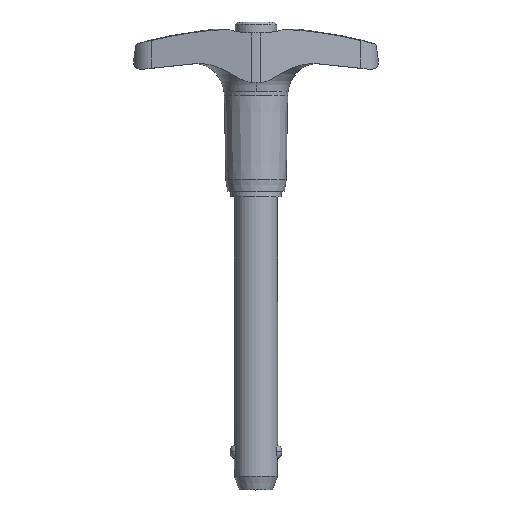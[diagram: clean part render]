
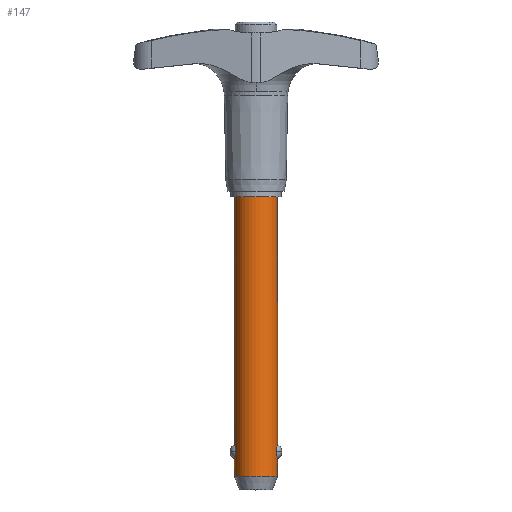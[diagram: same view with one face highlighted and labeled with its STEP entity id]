
A CAD part, top view. The second image highlights one B-rep face of the part: STEP entity #147.
In plain terms, the highlighted cylindrical face has radius 3.969 mm (diameter 7.938 mm), a partial arc.
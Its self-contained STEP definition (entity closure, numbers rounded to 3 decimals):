
#147=ADVANCED_FACE('',(#341),#342,.T.);
#341=FACE_OUTER_BOUND('',#580,.T.);
#342=CYLINDRICAL_SURFACE('',#581,3.969);
#580=EDGE_LOOP('',(#971,#972,#973,#974,#975,#976,#977,#978,#979,#980));
#581=AXIS2_PLACEMENT_3D('',#981,#982,#983);
#971=ORIENTED_EDGE('',*,*,#1594,.T.);
#972=ORIENTED_EDGE('',*,*,#1595,.T.);
#973=ORIENTED_EDGE('',*,*,#1596,.T.);
#974=ORIENTED_EDGE('',*,*,#1597,.T.);
#975=ORIENTED_EDGE('',*,*,#1584,.F.);
#976=ORIENTED_EDGE('',*,*,#1598,.T.);
#977=ORIENTED_EDGE('',*,*,#1455,.T.);
#978=ORIENTED_EDGE('',*,*,#1599,.T.);
#979=ORIENTED_EDGE('',*,*,#1600,.T.);
#980=ORIENTED_EDGE('',*,*,#1581,.T.);
#981=CARTESIAN_POINT('',(0.0,-27.051,0.0));
#982=DIRECTION('',(-0.0,1.0,0.0));
#983=DIRECTION('',(1.0,0.0,0.0));
#1455=EDGE_CURVE('',#1740,#1737,#1741,.T.);
#1581=EDGE_CURVE('',#1819,#1815,#1957,.T.);
#1584=EDGE_CURVE('',#1960,#1959,#1962,.T.);
#1594=EDGE_CURVE('',#1815,#1974,#1975,.T.);
#1595=EDGE_CURVE('',#1974,#1976,#1977,.T.);
#1596=EDGE_CURVE('',#1976,#1978,#1979,.T.);
#1597=EDGE_CURVE('',#1978,#1959,#1980,.T.);
#1598=EDGE_CURVE('',#1960,#1740,#1981,.T.);
#1599=EDGE_CURVE('',#1737,#1982,#1983,.T.);
#1600=EDGE_CURVE('',#1982,#1819,#1984,.T.);
#1737=VERTEX_POINT('',#2154);
#1740=VERTEX_POINT('',#2157);
#1741=B_SPLINE_CURVE_WITH_KNOTS('',3,(#2158,#2159,#2160,#2161,#2162,#2163,#2164,#2165,#2166,#2167,#2168,#2169,#2170,#2171),.UNSPECIFIED.,.F.,.F.,(4,2,2,2,2,2,4),(6.251,6.62,6.989,7.207,7.425,7.88,8.335),.UNSPECIFIED.);
#1815=VERTEX_POINT('',#2569);
#1819=VERTEX_POINT('',#2574);
#1957=CIRCLE('',#3055,3.969);
#1959=VERTEX_POINT('',#3057);
#1960=VERTEX_POINT('',#3058);
#1962=CIRCLE('',#3060,3.969);
#1974=VERTEX_POINT('',#3074);
#1975=LINE('',#3075,#3076);
#1976=VERTEX_POINT('',#3077);
#1977=B_SPLINE_CURVE_WITH_KNOTS('',3,(#3078,#3079,#3080,#3081,#3082,#3083,#3084,#3085,#3086,#3087,#3088,#3089,#3090,#3091),.UNSPECIFIED.,.F.,.F.,(4,2,2,2,2,2,4),(2.084,2.453,2.822,3.04,3.257,3.712,4.167),.UNSPECIFIED.);
#1978=VERTEX_POINT('',#3092);
#1979=B_SPLINE_CURVE_WITH_KNOTS('',3,(#3093,#3094,#3095,#3096,#3097,#3098,#3099,#3100,#3101,#3102,#3103,#3104,#3105,#3106),.UNSPECIFIED.,.F.,.F.,(4,2,2,2,2,2,4),(4.167,4.622,5.077,5.295,5.513,5.882,6.251),.UNSPECIFIED.);
#1980=LINE('',#3107,#3108);
#1981=LINE('',#3109,#3110);
#1982=VERTEX_POINT('',#3111);
#1983=B_SPLINE_CURVE_WITH_KNOTS('',3,(#3112,#3113,#3114,#3115,#3116,#3117,#3118,#3119,#3120,#3121,#3122,#3123,#3124,#3125),.UNSPECIFIED.,.F.,.F.,(4,2,2,2,2,2,4),(0.0,0.455,0.91,1.128,1.345,1.715,2.084),.UNSPECIFIED.);
#1984=LINE('',#3126,#3127);
#2154=CARTESIAN_POINT('',(-3.7,-47.043,1.435));
#2157=CARTESIAN_POINT('',(-3.969,-45.72,0.));
#2158=CARTESIAN_POINT('',(-3.969,-45.72,0.));
#2159=CARTESIAN_POINT('',(-3.969,-45.72,0.123));
#2160=CARTESIAN_POINT('',(-3.963,-45.735,0.257));
#2161=CARTESIAN_POINT('',(-3.937,-45.799,0.514));
#2162=CARTESIAN_POINT('',(-3.919,-45.848,0.638));
#2163=CARTESIAN_POINT('',(-3.886,-45.941,0.807));
#2164=CARTESIAN_POINT('',(-3.872,-45.984,0.873));
#2165=CARTESIAN_POINT('',(-3.842,-46.08,0.996));
#2166=CARTESIAN_POINT('',(-3.827,-46.133,1.053));
#2167=CARTESIAN_POINT('',(-3.784,-46.296,1.201));
#2168=CARTESIAN_POINT('',(-3.754,-46.432,1.289));
#2169=CARTESIAN_POINT('',(-3.712,-46.73,1.406));
#2170=CARTESIAN_POINT('',(-3.7,-46.892,1.435));
#2171=CARTESIAN_POINT('',(-3.7,-47.043,1.435));
#2569=CARTESIAN_POINT('',(3.969,-51.587,0.0));
#2574=CARTESIAN_POINT('',(-3.969,-51.587,0.));
#3055=AXIS2_PLACEMENT_3D('',#3981,#3982,#3983);
#3057=CARTESIAN_POINT('',(3.969,0.0,0.0));
#3058=CARTESIAN_POINT('',(-3.969,0.0,0.));
#3060=AXIS2_PLACEMENT_3D('',#3987,#3988,#3989);
#3074=CARTESIAN_POINT('',(3.969,-48.367,0.));
#3075=CARTESIAN_POINT('',(3.969,-27.051,0.));
#3076=VECTOR('',#4004,1.0);
#3077=CARTESIAN_POINT('',(3.7,-47.043,1.435));
#3078=CARTESIAN_POINT('',(3.969,-48.367,0.0));
#3079=CARTESIAN_POINT('',(3.969,-48.367,0.123));
#3080=CARTESIAN_POINT('',(3.963,-48.352,0.257));
#3081=CARTESIAN_POINT('',(3.937,-48.288,0.514));
#3082=CARTESIAN_POINT('',(3.919,-48.238,0.638));
#3083=CARTESIAN_POINT('',(3.886,-48.146,0.807));
#3084=CARTESIAN_POINT('',(3.872,-48.103,0.873));
#3085=CARTESIAN_POINT('',(3.842,-48.007,0.996));
#3086=CARTESIAN_POINT('',(3.827,-47.954,1.053));
#3087=CARTESIAN_POINT('',(3.784,-47.791,1.201));
#3088=CARTESIAN_POINT('',(3.754,-47.654,1.289));
#3089=CARTESIAN_POINT('',(3.712,-47.356,1.406));
#3090=CARTESIAN_POINT('',(3.7,-47.195,1.435));
#3091=CARTESIAN_POINT('',(3.7,-47.043,1.435));
#3092=CARTESIAN_POINT('',(3.969,-45.72,0.));
#3093=CARTESIAN_POINT('',(3.7,-47.043,1.435));
#3094=CARTESIAN_POINT('',(3.7,-46.892,1.435));
#3095=CARTESIAN_POINT('',(3.712,-46.73,1.406));
#3096=CARTESIAN_POINT('',(3.754,-46.432,1.289));
#3097=CARTESIAN_POINT('',(3.784,-46.296,1.201));
#3098=CARTESIAN_POINT('',(3.827,-46.133,1.053));
#3099=CARTESIAN_POINT('',(3.842,-46.08,0.996));
#3100=CARTESIAN_POINT('',(3.872,-45.984,0.873));
#3101=CARTESIAN_POINT('',(3.886,-45.941,0.807));
#3102=CARTESIAN_POINT('',(3.919,-45.848,0.638));
#3103=CARTESIAN_POINT('',(3.937,-45.799,0.514));
#3104=CARTESIAN_POINT('',(3.963,-45.735,0.257));
#3105=CARTESIAN_POINT('',(3.969,-45.72,0.123));
#3106=CARTESIAN_POINT('',(3.969,-45.72,0.));
#3107=CARTESIAN_POINT('',(3.969,-27.051,0.));
#3108=VECTOR('',#4005,1.0);
#3109=CARTESIAN_POINT('',(-3.969,-27.051,0.));
#3110=VECTOR('',#4006,1.0);
#3111=CARTESIAN_POINT('',(-3.969,-48.367,0.));
#3112=CARTESIAN_POINT('',(-3.7,-47.043,1.435));
#3113=CARTESIAN_POINT('',(-3.7,-47.195,1.435));
#3114=CARTESIAN_POINT('',(-3.712,-47.356,1.406));
#3115=CARTESIAN_POINT('',(-3.754,-47.654,1.289));
#3116=CARTESIAN_POINT('',(-3.784,-47.791,1.201));
#3117=CARTESIAN_POINT('',(-3.827,-47.954,1.053));
#3118=CARTESIAN_POINT('',(-3.842,-48.007,0.996));
#3119=CARTESIAN_POINT('',(-3.872,-48.103,0.873));
#3120=CARTESIAN_POINT('',(-3.886,-48.146,0.807));
#3121=CARTESIAN_POINT('',(-3.919,-48.238,0.638));
#3122=CARTESIAN_POINT('',(-3.937,-48.288,0.514));
#3123=CARTESIAN_POINT('',(-3.963,-48.352,0.257));
#3124=CARTESIAN_POINT('',(-3.969,-48.367,0.123));
#3125=CARTESIAN_POINT('',(-3.969,-48.367,0.));
#3126=CARTESIAN_POINT('',(-3.969,-27.051,0.));
#3127=VECTOR('',#4007,1.0);
#3981=CARTESIAN_POINT('',(0.0,-51.587,0.0));
#3982=DIRECTION('',(0.,1.0,0.0));
#3983=DIRECTION('',(1.0,0.,0.0));
#3987=CARTESIAN_POINT('',(0.0,0.0,0.0));
#3988=DIRECTION('',(-0.0,1.0,0.0));
#3989=DIRECTION('',(1.0,0.0,0.0));
#4004=DIRECTION('',(0.0,1.0,0.0));
#4005=DIRECTION('',(0.0,1.0,0.0));
#4006=DIRECTION('',(-0.0,-1.0,-0.0));
#4007=DIRECTION('',(-0.0,-1.0,-0.0));
